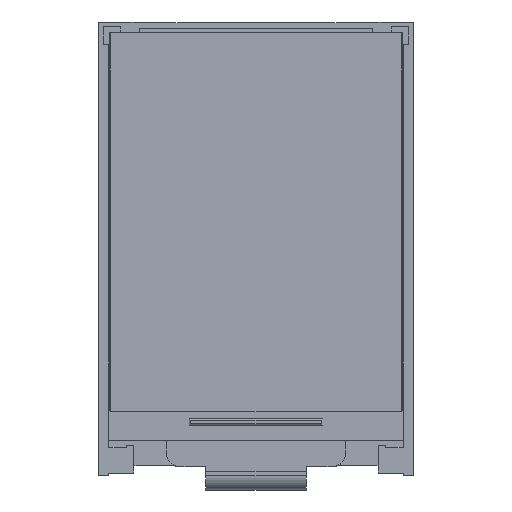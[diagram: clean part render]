
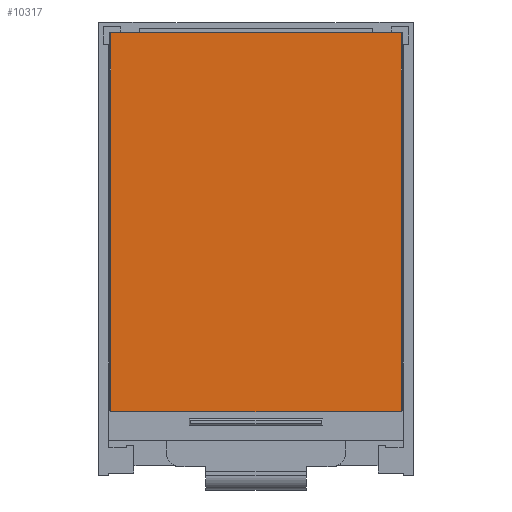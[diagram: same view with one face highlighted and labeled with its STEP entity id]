
A CAD part, top view. The second image highlights one B-rep face of the part: STEP entity #10317.
In plain terms, the highlighted planar face has unit normal (0, 0, 1).
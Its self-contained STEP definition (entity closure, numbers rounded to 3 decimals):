
#815=LINE('',#17201,#1524);
#819=LINE('',#17210,#1528);
#822=LINE('',#17216,#1531);
#825=LINE('',#17222,#1534);
#1524=VECTOR('',#12220,1000.);
#1528=VECTOR('',#12226,1000.);
#1531=VECTOR('',#12231,1000.);
#1534=VECTOR('',#12236,1000.);
#3602=ORIENTED_EDGE('',*,*,#4629,.F.);
#3603=ORIENTED_EDGE('',*,*,#4639,.F.);
#3604=ORIENTED_EDGE('',*,*,#4636,.F.);
#3605=ORIENTED_EDGE('',*,*,#4633,.F.);
#4629=EDGE_CURVE('',#5325,#5326,#815,.T.);
#4633=EDGE_CURVE('',#5326,#5329,#819,.T.);
#4636=EDGE_CURVE('',#5329,#5331,#822,.T.);
#4639=EDGE_CURVE('',#5331,#5325,#825,.T.);
#5325=VERTEX_POINT('',#17202);
#5326=VERTEX_POINT('',#17203);
#5329=VERTEX_POINT('',#17211);
#5331=VERTEX_POINT('',#17217);
#6113=EDGE_LOOP('',(#3602,#3603,#3604,#3605));
#6580=FACE_BOUND('',#6113,.T.);
#6953=PLANE('',#10745);
#10317=ADVANCED_FACE('',(#6580),#6953,.F.);
#10745=AXIS2_PLACEMENT_3D('',#17225,#12240,#12241);
#12220=DIRECTION('',(0.,1.,0.));
#12226=DIRECTION('',(1.,0.,0.));
#12231=DIRECTION('',(0.,-1.,0.));
#12236=DIRECTION('',(-1.,0.,0.));
#12240=DIRECTION('',(0.,0.,-1.));
#12241=DIRECTION('',(-1.,0.,0.));
#17201=CARTESIAN_POINT('',(-16.554,7.239,2.394));
#17202=CARTESIAN_POINT('',(-16.554,7.239,2.394));
#17203=CARTESIAN_POINT('',(-16.554,50.419,2.394));
#17210=CARTESIAN_POINT('',(-16.554,50.419,2.394));
#17211=CARTESIAN_POINT('',(16.554,50.419,2.394));
#17216=CARTESIAN_POINT('',(16.554,50.419,2.394));
#17217=CARTESIAN_POINT('',(16.554,7.239,2.394));
#17222=CARTESIAN_POINT('',(16.554,7.239,2.394));
#17225=CARTESIAN_POINT('',(0.,0.,2.394));
